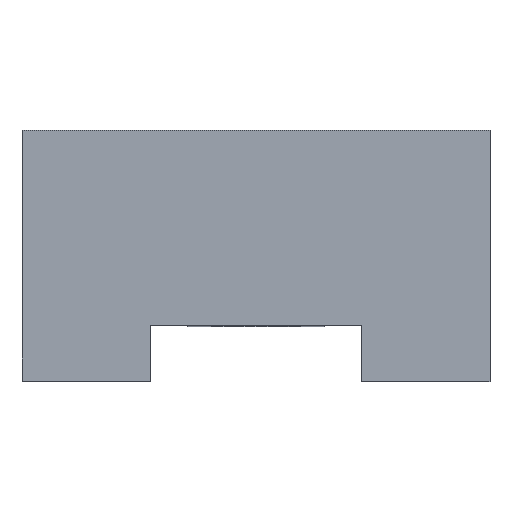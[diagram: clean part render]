
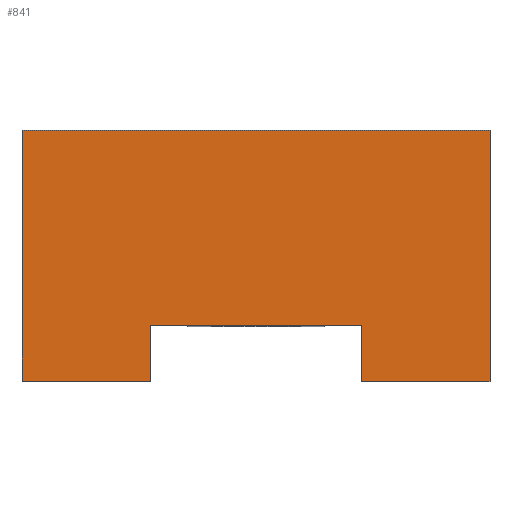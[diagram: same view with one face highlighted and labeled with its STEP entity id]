
A CAD part, top view. The second image highlights one B-rep face of the part: STEP entity #841.
In plain terms, the highlighted planar face has unit normal (0, 0, 1).
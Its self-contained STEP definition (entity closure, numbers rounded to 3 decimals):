
#6 = VERTEX_POINT ( 'NONE', #906 ) ;
#13 = EDGE_CURVE ( 'NONE', #610, #788, #820, .T. ) ;
#19 = DIRECTION ( 'NONE',  ( 0., -1., 0. ) ) ;
#49 = VECTOR ( 'NONE', #262, 1000. ) ;
#57 = DIRECTION ( 'NONE',  ( 1., 0., 0. ) ) ;
#72 = CARTESIAN_POINT ( 'NONE',  ( -8.4, 9., 13.5 ) ) ;
#73 = EDGE_CURVE ( 'NONE', #718, #118, #627, .T. ) ;
#76 = VECTOR ( 'NONE', #155, 1000. ) ;
#118 = VERTEX_POINT ( 'NONE', #708 ) ;
#135 = CARTESIAN_POINT ( 'NONE',  ( -3.8, 2., 13.5 ) ) ;
#141 = LINE ( 'NONE', #637, #353 ) ;
#155 = DIRECTION ( 'NONE',  ( 0., -1., 0. ) ) ;
#158 = VECTOR ( 'NONE', #387, 1000. ) ;
#161 = VERTEX_POINT ( 'NONE', #529 ) ;
#190 = ORIENTED_EDGE ( 'NONE', *, *, #778, .T. ) ;
#195 = ORIENTED_EDGE ( 'NONE', *, *, #73, .F. ) ;
#197 = EDGE_CURVE ( 'NONE', #885, #161, #327, .T. ) ;
#206 = ORIENTED_EDGE ( 'NONE', *, *, #197, .T. ) ;
#217 = DIRECTION ( 'NONE',  ( 1., 0., 0. ) ) ;
#218 = ORIENTED_EDGE ( 'NONE', *, *, #733, .F. ) ;
#231 = LINE ( 'NONE', #271, #581 ) ;
#250 = ORIENTED_EDGE ( 'NONE', *, *, #646, .F. ) ;
#262 = DIRECTION ( 'NONE',  ( 0., -1., 0. ) ) ;
#271 = CARTESIAN_POINT ( 'NONE',  ( -3.8, 2., 13.5 ) ) ;
#307 = VERTEX_POINT ( 'NONE', #755 ) ;
#327 = LINE ( 'NONE', #879, #158 ) ;
#336 = DIRECTION ( 'NONE',  ( 0., 0., -1. ) ) ;
#353 = VECTOR ( 'NONE', #217, 1000. ) ;
#366 = VECTOR ( 'NONE', #57, 1000. ) ;
#375 = ORIENTED_EDGE ( 'NONE', *, *, #13, .T. ) ;
#381 = VECTOR ( 'NONE', #19, 1000. ) ;
#387 = DIRECTION ( 'NONE',  ( 0., -1., 0. ) ) ;
#398 = CARTESIAN_POINT ( 'NONE',  ( -8.4, 0., 13.5 ) ) ;
#406 = CARTESIAN_POINT ( 'NONE',  ( 3.8, 0., 13.5 ) ) ;
#414 = CARTESIAN_POINT ( 'NONE',  ( 3.8, 2., 13.5 ) ) ;
#416 = DIRECTION ( 'NONE',  ( -1., 0., 0. ) ) ;
#430 = ORIENTED_EDGE ( 'NONE', *, *, #534, .F. ) ;
#436 = CARTESIAN_POINT ( 'NONE',  ( -8.4, 0., 13.5 ) ) ;
#529 = CARTESIAN_POINT ( 'NONE',  ( -8.4, 0., 13.5 ) ) ;
#534 = EDGE_CURVE ( 'NONE', #885, #307, #141, .T. ) ;
#555 = EDGE_CURVE ( 'NONE', #161, #118, #857, .T. ) ;
#575 = FACE_OUTER_BOUND ( 'NONE', #677, .T. ) ;
#581 = VECTOR ( 'NONE', #416, 1000. ) ;
#610 = VERTEX_POINT ( 'NONE', #655 ) ;
#627 = LINE ( 'NONE', #855, #76 ) ;
#637 = CARTESIAN_POINT ( 'NONE',  ( -8.4, 9., 13.5 ) ) ;
#646 = EDGE_CURVE ( 'NONE', #610, #718, #231, .T. ) ;
#649 = VECTOR ( 'NONE', #714, 1000. ) ;
#655 = CARTESIAN_POINT ( 'NONE',  ( 3.8, 2., 13.5 ) ) ;
#659 = LINE ( 'NONE', #690, #49 ) ;
#677 = EDGE_LOOP ( 'NONE', ( #250, #375, #190, #218, #430, #206, #700, #195 ) ) ;
#690 = CARTESIAN_POINT ( 'NONE',  ( 8.4, 9., 13.5 ) ) ;
#693 = PLANE ( 'NONE',  #769 ) ;
#700 = ORIENTED_EDGE ( 'NONE', *, *, #555, .T. ) ;
#708 = CARTESIAN_POINT ( 'NONE',  ( -3.8, 0., 13.5 ) ) ;
#714 = DIRECTION ( 'NONE',  ( 1., 0., 0. ) ) ;
#718 = VERTEX_POINT ( 'NONE', #135 ) ;
#733 = EDGE_CURVE ( 'NONE', #307, #6, #659, .T. ) ;
#755 = CARTESIAN_POINT ( 'NONE',  ( 8.4, 9., 13.5 ) ) ;
#769 = AXIS2_PLACEMENT_3D ( 'NONE', #818, #336, #895 ) ;
#778 = EDGE_CURVE ( 'NONE', #788, #6, #847, .T. ) ;
#788 = VERTEX_POINT ( 'NONE', #406 ) ;
#818 = CARTESIAN_POINT ( 'NONE',  ( -8.4, 9., 13.5 ) ) ;
#820 = LINE ( 'NONE', #414, #381 ) ;
#841 = ADVANCED_FACE ( 'NONE', ( #575 ), #693, .F. ) ;
#847 = LINE ( 'NONE', #398, #366 ) ;
#855 = CARTESIAN_POINT ( 'NONE',  ( -3.8, 2., 13.5 ) ) ;
#857 = LINE ( 'NONE', #436, #649 ) ;
#879 = CARTESIAN_POINT ( 'NONE',  ( -8.4, 9., 13.5 ) ) ;
#885 = VERTEX_POINT ( 'NONE', #72 ) ;
#895 = DIRECTION ( 'NONE',  ( -1., 0., 0. ) ) ;
#906 = CARTESIAN_POINT ( 'NONE',  ( 8.4, 0., 13.5 ) ) ;
